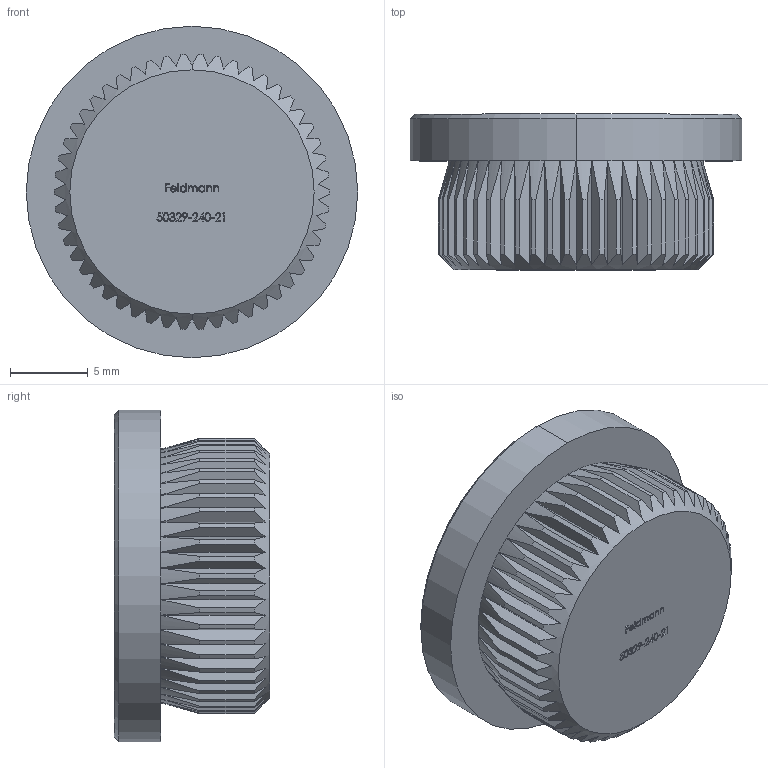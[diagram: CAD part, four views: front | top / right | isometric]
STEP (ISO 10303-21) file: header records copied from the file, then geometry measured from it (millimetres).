
FILE_DESCRIPTION (( 'STEP AP203' ), '1' );
FILE_NAME ('50329-240-21.step', '2018-10-25T12:00:09', ( '' ), ( '' ), 'SwSTEP 2.0', 'SolidWorks 2015', '' );
FILE_SCHEMA (( 'CONFIG_CONTROL_DESIGN' ));
Length unit declared in the file: millimetre
Products named in the file (1): 50329-240-21
Bounding box: 21.3 x 10 x 21.3 mm (x, y, z)
Volume: 2650.1 mm3; surface area: 1494.2 mm2
Topology: 1 solids, 1 shells, 462 faces, 1192 edges, 760 vertices
Faces by surface type: plane 241, bspline 115, cone 54, cylinder 52
Entity records: 20553 total; most frequent: CARTESIAN_POINT 10314, ORIENTED_EDGE 2384, DIRECTION 1616, EDGE_CURVE 1192, VERTEX_POINT 760, VECTOR 604, LINE 604, AXIS2_PLACEMENT_3D 506
